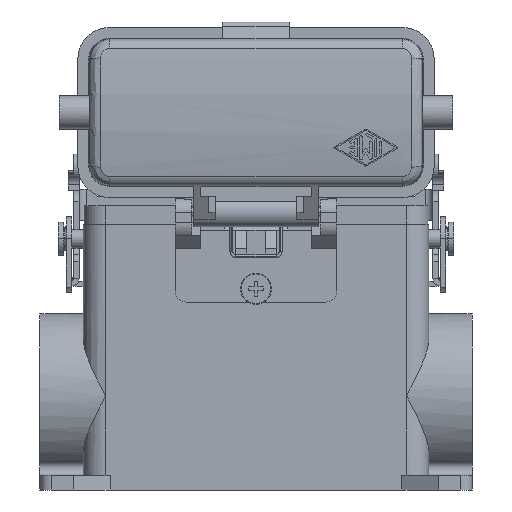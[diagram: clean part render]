
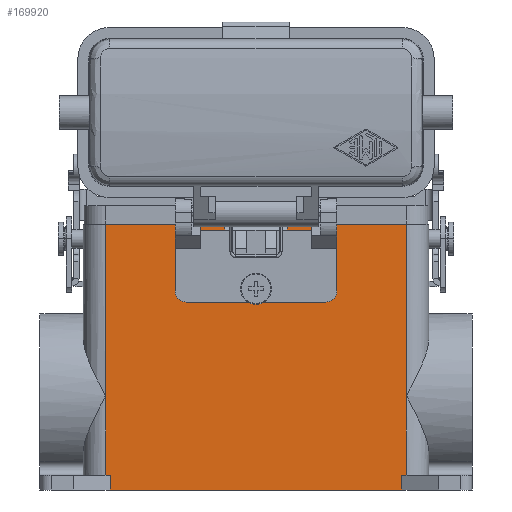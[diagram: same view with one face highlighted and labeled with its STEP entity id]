
A CAD part, left-side view. The second image highlights one B-rep face of the part: STEP entity #169920.
In plain terms, the highlighted face is planar.
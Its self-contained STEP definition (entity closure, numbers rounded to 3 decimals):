
#34960=CARTESIAN_POINT('',(-21.9,22.25,2.4));
#34970=VERTEX_POINT('',#34960);
#35260=CARTESIAN_POINT('',(-8.5,22.25,2.4));
#35270=VERTEX_POINT('',#35260);
#35300=CARTESIAN_POINT('',(0.,22.25,2.4));
#35310=DIRECTION('',(-1.,0.,0.));
#35320=VECTOR('',#35310,1.);
#35330=LINE('',#35300,#35320);
#35340=EDGE_CURVE('',#35270,#34970,#35330,.T.);
#42220=CARTESIAN_POINT('',(21.9,22.25,-14.1));
#42230=VERTEX_POINT('',#42220);
#42260=CARTESIAN_POINT('',(21.9,22.25,0.));
#42270=DIRECTION('',(0.,0.,1.));
#42280=VECTOR('',#42270,1.);
#42290=LINE('',#42260,#42280);
#42300=CARTESIAN_POINT('',(21.9,22.25,2.4));
#42310=VERTEX_POINT('',#42300);
#42320=EDGE_CURVE('',#42230,#42310,#42290,.T.);
#51260=CARTESIAN_POINT('',(-18.9,22.25,-17.1));
#51270=VERTEX_POINT('',#51260);
#51300=CARTESIAN_POINT('',(0.,22.25,-17.1));
#51310=DIRECTION('',(1.,0.,0.));
#51320=VECTOR('',#51310,1.);
#51330=LINE('',#51300,#51320);
#51340=CARTESIAN_POINT('',(18.9,22.25,-17.1));
#51350=VERTEX_POINT('',#51340);
#51360=EDGE_CURVE('',#51270,#51350,#51330,.T.);
#56080=CARTESIAN_POINT('',(-21.9,22.25,-14.1));
#56090=VERTEX_POINT('',#56080);
#56120=CARTESIAN_POINT('',(-18.9,22.25,-14.1));
#56130=DIRECTION('',(0.,-1.,0.));
#56140=DIRECTION('',(-1.,0.,0.));
#56150=AXIS2_PLACEMENT_3D('',#56120,#56130,#56140);
#56160=CIRCLE('',#56150,3.);
#56170=EDGE_CURVE('',#56090,#51270,#56160,.T.);
#92930=CARTESIAN_POINT('',(-8.5,22.25,4.));
#92940=VERTEX_POINT('',#92930);
#92970=CARTESIAN_POINT('',(-8.5,22.25,0.));
#92980=DIRECTION('',(0.,0.,-1.));
#92990=VECTOR('',#92980,1.);
#93000=LINE('',#92970,#92990);
#93010=EDGE_CURVE('',#92940,#35270,#93000,.T.);
#96130=CARTESIAN_POINT('',(40.75,22.25,-42.5));
#96140=VERTEX_POINT('',#96130);
#96170=CARTESIAN_POINT('',(40.75,22.25,-68.));
#96180=DIRECTION('',(0.,0.,1.));
#96190=VECTOR('',#96180,1.);
#96200=LINE('',#96170,#96190);
#96210=CARTESIAN_POINT('',(40.75,22.25,-64.));
#96220=VERTEX_POINT('',#96210);
#96230=EDGE_CURVE('',#96220,#96140,#96200,.T.);
#117460=CARTESIAN_POINT('',(0.,22.25,2.4));
#117470=DIRECTION('',(-1.,0.,0.));
#117480=VECTOR('',#117470,1.);
#117490=LINE('',#117460,#117480);
#117500=CARTESIAN_POINT('',(8.5,22.25,2.4));
#117510=VERTEX_POINT('',#117500);
#117520=EDGE_CURVE('',#42310,#117510,#117490,.T.);
#125260=CARTESIAN_POINT('',(18.9,22.25,-14.1));
#125270=DIRECTION('',(0.,1.,0.));
#125280=DIRECTION('',(1.,0.,0.));
#125290=AXIS2_PLACEMENT_3D('',#125260,#125270,#125280);
#125300=CIRCLE('',#125290,3.);
#125310=EDGE_CURVE('',#42230,#51350,#125300,.T.);
#139970=CARTESIAN_POINT('',(-39.5,22.25,-64.));
#139980=VERTEX_POINT('',#139970);
#140010=CARTESIAN_POINT('',(-40.75,22.25,-64.));
#140020=DIRECTION('',(1.,0.,0.));
#140030=VECTOR('',#140020,1.25);
#140040=LINE('',#140010,#140030);
#140050=CARTESIAN_POINT('',(-40.75,22.25,-64.));
#140060=VERTEX_POINT('',#140050);
#140070=EDGE_CURVE('',#140060,#139980,#140040,.T.);
#141900=CARTESIAN_POINT('',(39.5,22.25,-68.));
#141910=VERTEX_POINT('',#141900);
#141940=CARTESIAN_POINT('',(-39.5,22.25,-68.));
#141950=DIRECTION('',(1.,0.,0.));
#141960=VECTOR('',#141950,79.);
#141970=LINE('',#141940,#141960);
#141980=CARTESIAN_POINT('',(-39.5,22.25,-68.));
#141990=VERTEX_POINT('',#141980);
#142000=EDGE_CURVE('',#141990,#141910,#141970,.T.);
#142500=CARTESIAN_POINT('',(-21.9,22.25,0.));
#142510=DIRECTION('',(0.,0.,1.));
#142520=VECTOR('',#142510,1.);
#142530=LINE('',#142500,#142520);
#142540=EDGE_CURVE('',#56090,#34970,#142530,.T.);
#148800=CARTESIAN_POINT('',(40.75,22.25,4.));
#148810=VERTEX_POINT('',#148800);
#148840=EDGE_CURVE('',#96140,#148810,#96200,.T.);
#149250=CARTESIAN_POINT('',(-40.75,22.25,4.));
#149260=VERTEX_POINT('',#149250);
#149290=CARTESIAN_POINT('',(-40.75,22.25,4.));
#149300=DIRECTION('',(1.,0.,0.));
#149310=VECTOR('',#149300,81.5);
#149320=LINE('',#149290,#149310);
#149330=EDGE_CURVE('',#149260,#92940,#149320,.T.);
#150120=CARTESIAN_POINT('',(8.5,22.25,4.));
#150130=VERTEX_POINT('',#150120);
#150160=EDGE_CURVE('',#150130,#148810,#149320,.T.);
#168350=CARTESIAN_POINT('',(-40.75,22.25,-64.));
#168360=DIRECTION('',(0.,0.,1.));
#168370=VECTOR('',#168360,69.);
#168380=LINE('',#168350,#168370);
#168390=CARTESIAN_POINT('',(-40.75,22.25,-42.5));
#168400=VERTEX_POINT('',#168390);
#168410=EDGE_CURVE('',#168400,#149260,#168380,.T.);
#169420=CARTESIAN_POINT('',(-39.5,22.25,-68.));
#169430=DIRECTION('',(0.,1.,0.));
#169440=DIRECTION('',(0.,0.,1.));
#169450=AXIS2_PLACEMENT_3D('',#169420,#169430,#169440);
#169460=PLANE('',#169450);
#169470=CARTESIAN_POINT('',(39.5,22.25,-64.));
#169480=DIRECTION('',(1.,0.,0.));
#169490=VECTOR('',#169480,1.25);
#169500=LINE('',#169470,#169490);
#169510=CARTESIAN_POINT('',(39.5,22.25,-64.));
#169520=VERTEX_POINT('',#169510);
#169530=EDGE_CURVE('',#169520,#96220,#169500,.T.);
#169540=ORIENTED_EDGE('',*,*,#169530,.F.);
#169550=ORIENTED_EDGE('',*,*,#96230,.F.);
#169560=ORIENTED_EDGE('',*,*,#148840,.F.);
#169570=ORIENTED_EDGE('',*,*,#150160,.T.);
#169580=CARTESIAN_POINT('',(8.5,22.25,0.));
#169590=DIRECTION('',(0.,0.,-1.));
#169600=VECTOR('',#169590,1.);
#169610=LINE('',#169580,#169600);
#169620=EDGE_CURVE('',#150130,#117510,#169610,.T.);
#169630=ORIENTED_EDGE('',*,*,#169620,.F.);
#169640=ORIENTED_EDGE('',*,*,#117520,.T.);
#169650=ORIENTED_EDGE('',*,*,#42320,.T.);
#169660=ORIENTED_EDGE('',*,*,#125310,.F.);
#169670=ORIENTED_EDGE('',*,*,#51360,.T.);
#169680=ORIENTED_EDGE('',*,*,#56170,.T.);
#169690=ORIENTED_EDGE('',*,*,#142540,.F.);
#169700=ORIENTED_EDGE('',*,*,#35340,.T.);
#169710=ORIENTED_EDGE('',*,*,#93010,.T.);
#169720=ORIENTED_EDGE('',*,*,#149330,.T.);
#169730=ORIENTED_EDGE('',*,*,#168410,.T.);
#169740=EDGE_CURVE('',#140060,#168400,#168380,.T.);
#169750=ORIENTED_EDGE('',*,*,#169740,.T.);
#169760=ORIENTED_EDGE('',*,*,#140070,.F.);
#169770=CARTESIAN_POINT('',(-39.5,22.25,-68.));
#169780=DIRECTION('',(0.,0.,1.));
#169790=VECTOR('',#169780,4.);
#169800=LINE('',#169770,#169790);
#169810=EDGE_CURVE('',#141990,#139980,#169800,.T.);
#169820=ORIENTED_EDGE('',*,*,#169810,.T.);
#169830=ORIENTED_EDGE('',*,*,#142000,.F.);
#169840=CARTESIAN_POINT('',(39.5,22.25,-68.));
#169850=DIRECTION('',(0.,0.,1.));
#169860=VECTOR('',#169850,4.);
#169870=LINE('',#169840,#169860);
#169880=EDGE_CURVE('',#141910,#169520,#169870,.T.);
#169890=ORIENTED_EDGE('',*,*,#169880,.F.);
#169900=EDGE_LOOP('',(#169890,#169830,#169820,#169760,#169750,#169730,
#169720,#169710,#169700,#169690,#169680,#169670,#169660,#169650,#169640,
#169630,#169570,#169560,#169550,#169540));
#169910=FACE_OUTER_BOUND('',#169900,.T.);
#169920=ADVANCED_FACE('',(#169910),#169460,.T.);
